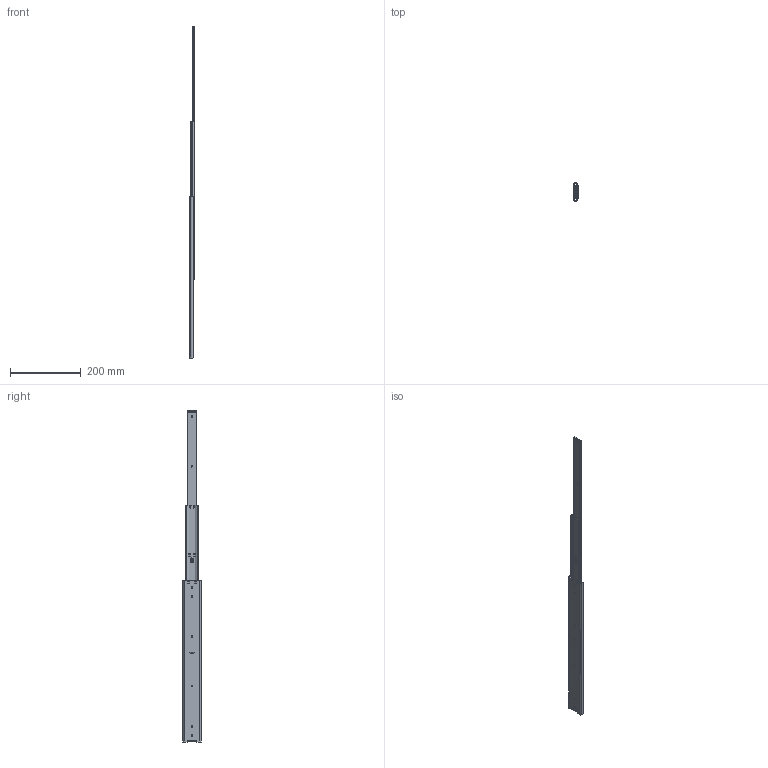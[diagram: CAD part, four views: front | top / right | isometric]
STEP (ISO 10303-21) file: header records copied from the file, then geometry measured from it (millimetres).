
FILE_DESCRIPTION (( 'STEP AP203' ), '1' );
FILE_NAME ('C511-18.STEP', '2021-08-27T06:33:14', ( '' ), ( '' ), 'SwSTEP 2.0', 'SolidWorks 2019', '' );
FILE_SCHEMA (( 'CONFIG_CONTROL_DESIGN' ));
Length unit declared in the file: millimetre
Products named in the file (8): OM C511-18; SBP1052 キャッチ; SBP1051 IM僶儞僷乕; CM C511-18; SBP1021 序列; SBP1008 ; IM C511-18; C511-18
Assembly tree (8 placements, depth 2):
  C511-18
    OM C511-18
    SBP1052 キャッチ
    SBP1008 
    CM C511-18
    SBP1021 序列
    IM C511-18
    SBP1051 IM僶儞僷乕  x2
Bounding box: 12.7 x 51.5 x 940.28 mm (x, y, z)
Volume: 122136 mm3; surface area: 145999.1 mm2
Topology: 10 solids, 10 shells, 598 faces, 1603 edges, 1011 vertices
Faces by surface type: plane 279, cylinder 267, torus 32, sphere 20
Entity records: 18316 total; most frequent: CARTESIAN_POINT 3516, DIRECTION 2961, ORIENTED_EDGE 2938, EDGE_CURVE 1469, AXIS2_PLACEMENT_3D 1024, VERTEX_POINT 941, VECTOR 913, LINE 913
